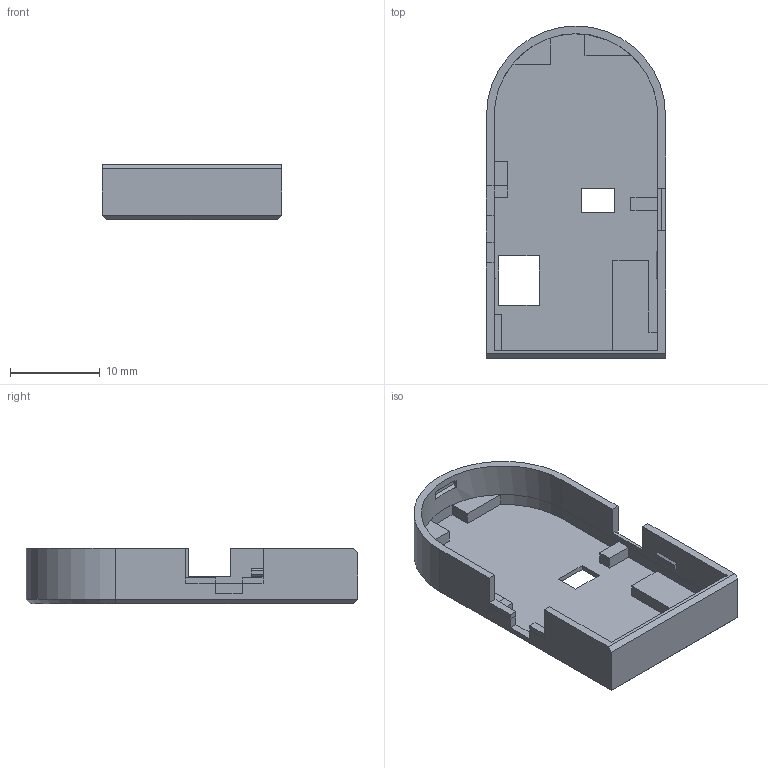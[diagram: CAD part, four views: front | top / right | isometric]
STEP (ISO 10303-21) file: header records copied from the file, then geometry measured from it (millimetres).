
FILE_DESCRIPTION(('FreeCAD Model'),'2;1');
FILE_NAME('Open CASCADE Shape Model','2023-04-06T14:16:46',(''),(''), 'Open CASCADE STEP processor 7.5','FreeCAD','Unknown');
FILE_SCHEMA(('AUTOMOTIVE_DESIGN { 1 0 10303 214 1 1 1 1 }'));
Length unit declared in the file: millimetre
Products named in the file (1): Bottom
Bounding box: 19.92 x 36.92 x 6.2 mm (x, y, z)
Volume: 1117.7 mm3; surface area: 2436.7 mm2
Topology: 1 solids, 1 shells, 127 faces, 325 edges, 206 vertices
Faces by surface type: plane 114, cylinder 10, cone 3
Full cylindrical faces by diameter (mm): 2.5 x1, 3.5 x1
Entity records: 8020 total; most frequent: CARTESIAN_POINT 1337, DIRECTION 1253, LINE 928, VECTOR 928, ORIENTED_EDGE 650, PCURVE 650, DEFINITIONAL_REPRESENTATION 650, EDGE_CURVE 325
